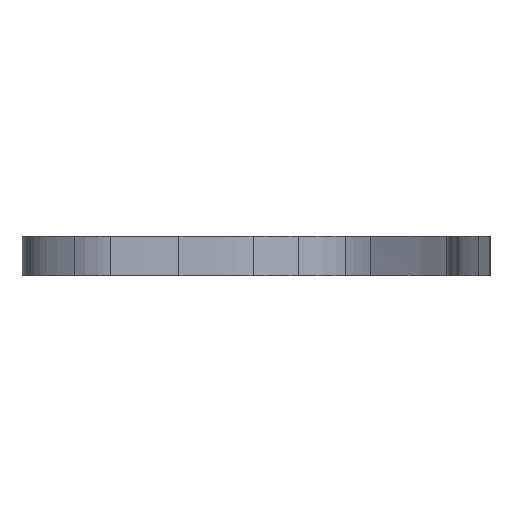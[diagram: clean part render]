
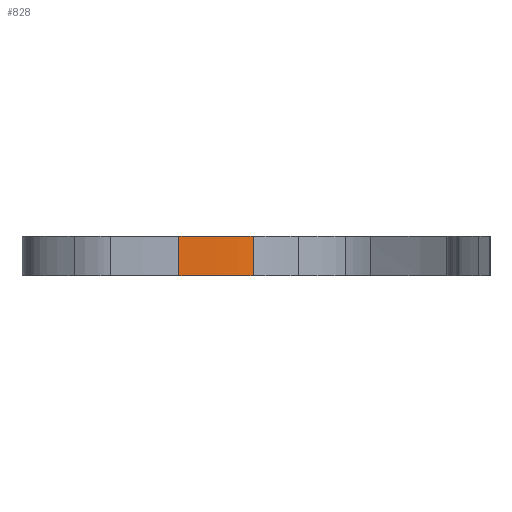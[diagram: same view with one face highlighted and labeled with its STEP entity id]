
A CAD part, left-side view. The second image highlights one B-rep face of the part: STEP entity #828.
In plain terms, the highlighted free-form (B-spline) face has degree [3, 1] with [4, 2] control points.
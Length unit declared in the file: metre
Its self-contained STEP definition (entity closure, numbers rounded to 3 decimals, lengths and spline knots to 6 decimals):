
#24=LINE('',#1073,#76);
#25=LINE('',#1092,#77);
#76=VECTOR('',#895,1.);
#77=VECTOR('',#896,1.);
#146=ORIENTED_EDGE('',*,*,#405,.T.);
#147=ORIENTED_EDGE('',*,*,#406,.F.);
#148=ORIENTED_EDGE('',*,*,#407,.F.);
#149=ORIENTED_EDGE('',*,*,#403,.T.);
#403=EDGE_CURVE('',#531,#530,#24,.T.);
#405=EDGE_CURVE('',#530,#532,#618,.T.);
#406=EDGE_CURVE('',#533,#532,#25,.T.);
#407=EDGE_CURVE('',#531,#533,#619,.T.);
#530=VERTEX_POINT('',#1072);
#531=VERTEX_POINT('',#1074);
#532=VERTEX_POINT('',#1091);
#533=VERTEX_POINT('',#1093);
#618=B_SPLINE_CURVE_WITH_KNOTS('',3,(#1087,#1088,#1089,#1090),
 .UNSPECIFIED.,.F.,.F.,(4,4),(0.,1.),.PIECEWISE_BEZIER_KNOTS.);
#619=B_SPLINE_CURVE_WITH_KNOTS('',3,(#1094,#1095,#1096,#1097),
 .UNSPECIFIED.,.F.,.F.,(4,4),(0.,1.),.PIECEWISE_BEZIER_KNOTS.);
#692=EDGE_LOOP('',(#146,#147,#148,#149));
#740=FACE_BOUND('',#692,.T.);
#788=B_SPLINE_SURFACE_WITH_KNOTS('',3,1,((#1079,#1080),(#1081,#1082),(#1083,
#1084),(#1085,#1086)),.SURF_OF_LINEAR_EXTRUSION.,.F.,.F.,.F.,(4,4),(2,2),
(0.,1.),(0.,1.),.PIECEWISE_BEZIER_KNOTS.);
#828=ADVANCED_FACE('',(#740),#788,.F.);
#895=DIRECTION('',(0.,0.,-1.));
#896=DIRECTION('',(0.,0.,-1.));
#1072=CARTESIAN_POINT('',(-0.002669,0.001185,0.));
#1073=CARTESIAN_POINT('',(-0.002669,0.001185,0.0008));
#1074=CARTESIAN_POINT('',(-0.002669,0.001185,0.0008));
#1079=CARTESIAN_POINT('',(-0.002669,0.001185,0.0008));
#1080=CARTESIAN_POINT('',(-0.002669,0.001185,0.));
#1081=CARTESIAN_POINT('',(-0.002625,0.000707,0.0008));
#1082=CARTESIAN_POINT('',(-0.002625,0.000707,0.));
#1083=CARTESIAN_POINT('',(-0.002614,0.000094,0.0008));
#1084=CARTESIAN_POINT('',(-0.002614,0.000094,0.));
#1085=CARTESIAN_POINT('',(-0.002478,-0.000306,0.0008));
#1086=CARTESIAN_POINT('',(-0.002478,-0.000306,0.));
#1087=CARTESIAN_POINT('',(-0.002669,0.001185,0.));
#1088=CARTESIAN_POINT('',(-0.002625,0.000707,0.));
#1089=CARTESIAN_POINT('',(-0.002614,0.000094,0.));
#1090=CARTESIAN_POINT('',(-0.002478,-0.000306,0.));
#1091=CARTESIAN_POINT('',(-0.002478,-0.000306,0.));
#1092=CARTESIAN_POINT('',(-0.002478,-0.000306,0.0008));
#1093=CARTESIAN_POINT('',(-0.002478,-0.000306,0.0008));
#1094=CARTESIAN_POINT('',(-0.002669,0.001185,0.0008));
#1095=CARTESIAN_POINT('',(-0.002625,0.000707,0.0008));
#1096=CARTESIAN_POINT('',(-0.002614,0.000094,0.0008));
#1097=CARTESIAN_POINT('',(-0.002478,-0.000306,0.0008));
